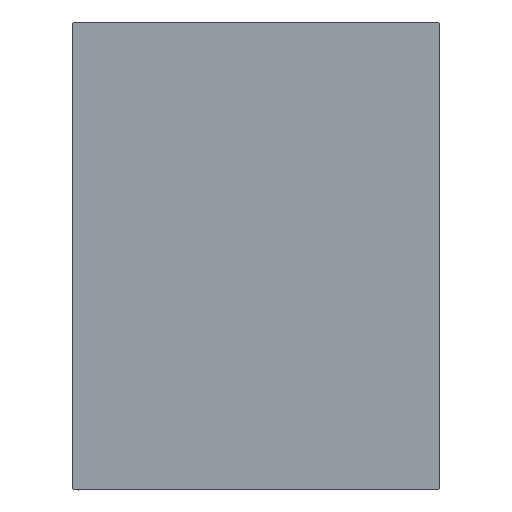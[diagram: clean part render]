
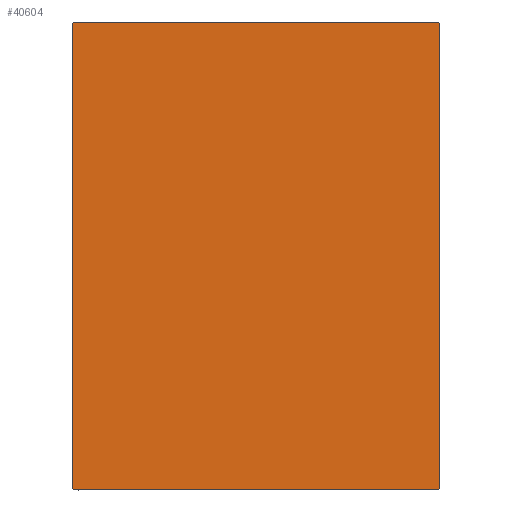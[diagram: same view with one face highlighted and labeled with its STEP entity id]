
A CAD part, left-side view. The second image highlights one B-rep face of the part: STEP entity #40604.
In plain terms, the highlighted face is planar.
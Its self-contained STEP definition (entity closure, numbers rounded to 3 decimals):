
#796 = EDGE_CURVE ( 'NONE', #9871, #18781, #15033, .T. ) ;
#1578 = LINE ( 'NONE', #15015, #12500 ) ;
#2173 = CARTESIAN_POINT ( 'NONE',  ( 133., 54.7, -70. ) ) ;
#2580 = CARTESIAN_POINT ( 'NONE',  ( 133., 62.35, -62.35 ) ) ;
#2793 = LINE ( 'NONE', #2580, #17249 ) ;
#4606 = LINE ( 'NONE', #11625, #17166 ) ;
#4863 = VERTEX_POINT ( 'NONE', #2173 ) ;
#5016 = EDGE_CURVE ( 'NONE', #18781, #19970, #26411, .T. ) ;
#5121 = DIRECTION ( 'NONE',  ( 0., -0.707, -0.707 ) ) ;
#5307 = EDGE_CURVE ( 'NONE', #6946, #4863, #1578, .T. ) ;
#5597 = ORIENTED_EDGE ( 'NONE', *, *, #39679, .T. ) ;
#6198 = VERTEX_POINT ( 'NONE', #42105 ) ;
#6262 = LINE ( 'NONE', #33136, #10978 ) ;
#6575 = DIRECTION ( 'NONE',  ( 0., 0., -1. ) ) ;
#6946 = VERTEX_POINT ( 'NONE', #36218 ) ;
#7426 = ORIENTED_EDGE ( 'NONE', *, *, #796, .T. ) ;
#8026 = ORIENTED_EDGE ( 'NONE', *, *, #5307, .T. ) ;
#8581 = EDGE_CURVE ( 'NONE', #19970, #6946, #22709, .T. ) ;
#8596 = CARTESIAN_POINT ( 'NONE',  ( 133., 62.35, 62.35 ) ) ;
#9021 = VERTEX_POINT ( 'NONE', #39723 ) ;
#9494 = CARTESIAN_POINT ( 'NONE',  ( 133., -62.35, -62.35 ) ) ;
#9871 = VERTEX_POINT ( 'NONE', #13101 ) ;
#10292 = EDGE_CURVE ( 'NONE', #19281, #9021, #32612, .T. ) ;
#10978 = VECTOR ( 'NONE', #19902, 1000. ) ;
#11536 = AXIS2_PLACEMENT_3D ( 'NONE', #29530, #12114, #42512 ) ;
#11625 = CARTESIAN_POINT ( 'NONE',  ( 133., 55., 70. ) ) ;
#12114 = DIRECTION ( 'NONE',  ( 1., 0., 0. ) ) ;
#12500 = VECTOR ( 'NONE', #41882, 1000. ) ;
#13101 = CARTESIAN_POINT ( 'NONE',  ( 133., -54.7, 70. ) ) ;
#13174 = EDGE_CURVE ( 'NONE', #6198, #19281, #6262, .T. ) ;
#15015 = CARTESIAN_POINT ( 'NONE',  ( 133., -55., -70. ) ) ;
#15033 = LINE ( 'NONE', #35287, #27930 ) ;
#16099 = FACE_OUTER_BOUND ( 'NONE', #22253, .T. ) ;
#16324 = DIRECTION ( 'NONE',  ( 0., 0.707, -0.707 ) ) ;
#17166 = VECTOR ( 'NONE', #42228, 1000. ) ;
#17249 = VECTOR ( 'NONE', #33407, 1000. ) ;
#18781 = VERTEX_POINT ( 'NONE', #22407 ) ;
#18822 = CARTESIAN_POINT ( 'NONE',  ( 133., -55., -69.7 ) ) ;
#19281 = VERTEX_POINT ( 'NONE', #27558 ) ;
#19902 = DIRECTION ( 'NONE',  ( 0., 0., 1. ) ) ;
#19970 = VERTEX_POINT ( 'NONE', #18822 ) ;
#22253 = EDGE_LOOP ( 'NONE', ( #8026, #26808, #25787, #30981, #5597, #7426, #38716, #31627 ) ) ;
#22407 = CARTESIAN_POINT ( 'NONE',  ( 133., -55., 69.7 ) ) ;
#22709 = LINE ( 'NONE', #9494, #27291 ) ;
#25342 = PLANE ( 'NONE',  #11536 ) ;
#25787 = ORIENTED_EDGE ( 'NONE', *, *, #13174, .T. ) ;
#25790 = DIRECTION ( 'NONE',  ( 0., -0.707, 0.707 ) ) ;
#26411 = LINE ( 'NONE', #36734, #36439 ) ;
#26808 = ORIENTED_EDGE ( 'NONE', *, *, #33432, .T. ) ;
#27291 = VECTOR ( 'NONE', #16324, 1000. ) ;
#27558 = CARTESIAN_POINT ( 'NONE',  ( 133., 55., 69.7 ) ) ;
#27930 = VECTOR ( 'NONE', #5121, 1000. ) ;
#29530 = CARTESIAN_POINT ( 'NONE',  ( 133., 0., 0. ) ) ;
#30981 = ORIENTED_EDGE ( 'NONE', *, *, #10292, .T. ) ;
#31627 = ORIENTED_EDGE ( 'NONE', *, *, #8581, .T. ) ;
#32612 = LINE ( 'NONE', #8596, #43472 ) ;
#33136 = CARTESIAN_POINT ( 'NONE',  ( 133., 55., -70. ) ) ;
#33407 = DIRECTION ( 'NONE',  ( 0., 0.707, 0.707 ) ) ;
#33432 = EDGE_CURVE ( 'NONE', #4863, #6198, #2793, .T. ) ;
#35287 = CARTESIAN_POINT ( 'NONE',  ( 133., -62.35, 62.35 ) ) ;
#36218 = CARTESIAN_POINT ( 'NONE',  ( 133., -54.7, -70. ) ) ;
#36439 = VECTOR ( 'NONE', #6575, 1000. ) ;
#36734 = CARTESIAN_POINT ( 'NONE',  ( 133., -55., 70. ) ) ;
#38716 = ORIENTED_EDGE ( 'NONE', *, *, #5016, .T. ) ;
#39679 = EDGE_CURVE ( 'NONE', #9021, #9871, #4606, .T. ) ;
#39723 = CARTESIAN_POINT ( 'NONE',  ( 133., 54.7, 70. ) ) ;
#40604 = ADVANCED_FACE ( 'NONE', ( #16099 ), #25342, .T. ) ;
#41882 = DIRECTION ( 'NONE',  ( 0., 1., 0. ) ) ;
#42105 = CARTESIAN_POINT ( 'NONE',  ( 133., 55., -69.7 ) ) ;
#42228 = DIRECTION ( 'NONE',  ( 0., -1., 0. ) ) ;
#42512 = DIRECTION ( 'NONE',  ( 0., 0., -1. ) ) ;
#43472 = VECTOR ( 'NONE', #25790, 1000. ) ;
